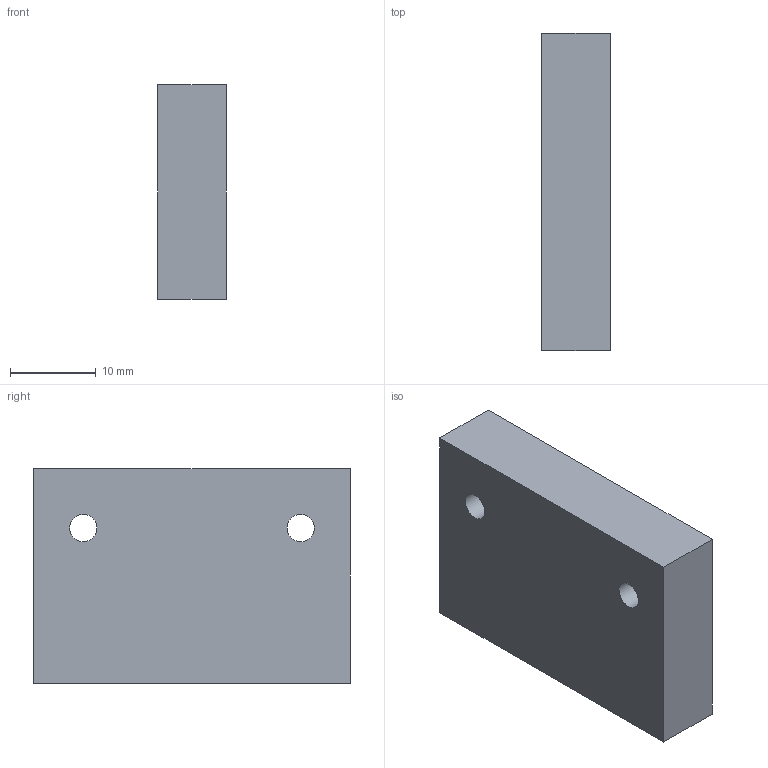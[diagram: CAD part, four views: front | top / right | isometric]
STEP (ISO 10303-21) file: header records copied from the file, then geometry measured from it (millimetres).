
FILE_DESCRIPTION (( 'STEP AP214' ), '1' );
FILE_NAME ('131_SA9Z-A02.STEP', '2022-01-04T02:59:26', ( '' ), ( '' ), 'SwSTEP 2.0', 'SolidWorks 2019', '' );
FILE_SCHEMA (( 'AUTOMOTIVE_DESIGN' ));
Length unit declared in the file: millimetre
Products named in the file (1): 131_SA9Z-A02
Bounding box: 8 x 37 x 25 mm (x, y, z)
Volume: 6551.5 mm3; surface area: 3577.7 mm2
Topology: 1 solids, 1 shells, 18 faces, 45 edges, 28 vertices
Faces by surface type: plane 9, cylinder 7, cone 2
Full cylindrical faces by diameter (mm): 3.2 x2, 4.2 x2, 5 x2
Entity records: 524 total; most frequent: DIRECTION 86, CARTESIAN_POINT 85, ORIENTED_EDGE 68, AXIS2_PLACEMENT_3D 35, EDGE_CURVE 34, EDGE_LOOP 34, VERTEX_POINT 26, FACE_OUTER_BOUND 24
